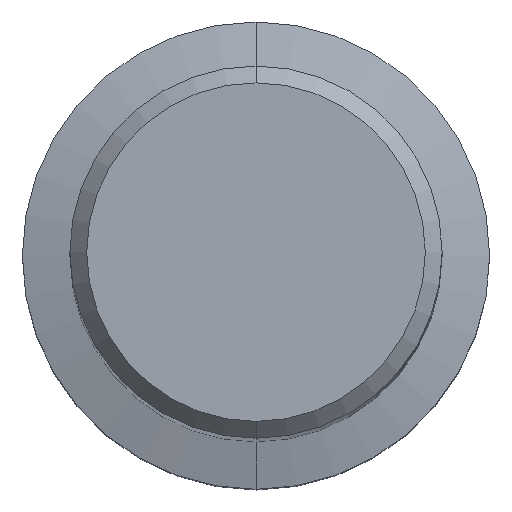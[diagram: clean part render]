
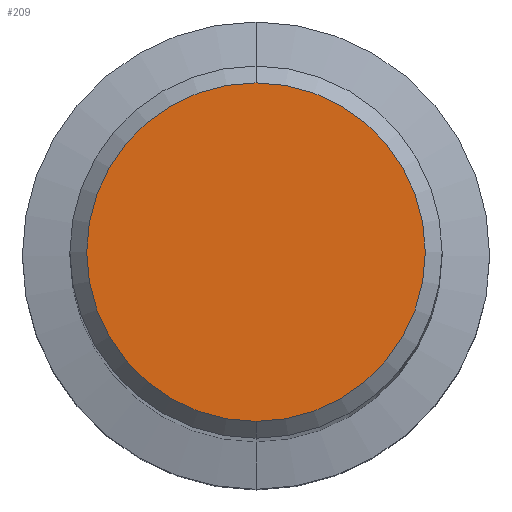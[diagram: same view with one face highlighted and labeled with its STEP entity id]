
A CAD part, top view. The second image highlights one B-rep face of the part: STEP entity #209.
In plain terms, the highlighted planar face has unit normal (0, 0, 1).
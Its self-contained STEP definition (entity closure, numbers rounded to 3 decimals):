
#185=EDGE_CURVE('',#301,#217,#391,.T.);
#209=ADVANCED_FACE('',(#420),#421,.T.);
#213=EDGE_CURVE('',#217,#301,#425,.T.);
#217=VERTEX_POINT('',#430);
#301=VERTEX_POINT('',#524);
#391=CIRCLE('',#633,8.05);
#420=FACE_OUTER_BOUND('',#666,.T.);
#421=PLANE('',#667);
#425=CIRCLE('',#673,8.05);
#430=CARTESIAN_POINT('',(0.0,8.05,0.0));
#524=CARTESIAN_POINT('',(0.,-8.05,0.0));
#633=AXIS2_PLACEMENT_3D('',#883,#884,#885);
#666=EDGE_LOOP('',(#923,#924));
#667=AXIS2_PLACEMENT_3D('',#925,#926,#927);
#673=AXIS2_PLACEMENT_3D('',#931,#932,#933);
#883=CARTESIAN_POINT('',(0.0,0.0,0.0));
#884=DIRECTION('',(0.0,0.0,-1.0));
#885=DIRECTION('',(0.0,1.0,0.0));
#923=ORIENTED_EDGE('',*,*,#213,.F.);
#924=ORIENTED_EDGE('',*,*,#185,.F.);
#925=CARTESIAN_POINT('',(0.0,4.025,0.0));
#926=DIRECTION('',(-0.0,0.0,1.0));
#927=DIRECTION('',(0.0,-1.0,0.0));
#931=CARTESIAN_POINT('',(0.0,0.0,0.0));
#932=DIRECTION('',(0.0,0.0,-1.0));
#933=DIRECTION('',(0.0,1.0,0.0));
